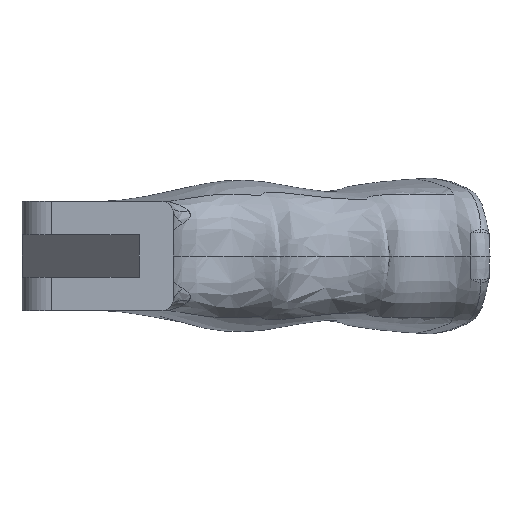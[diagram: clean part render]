
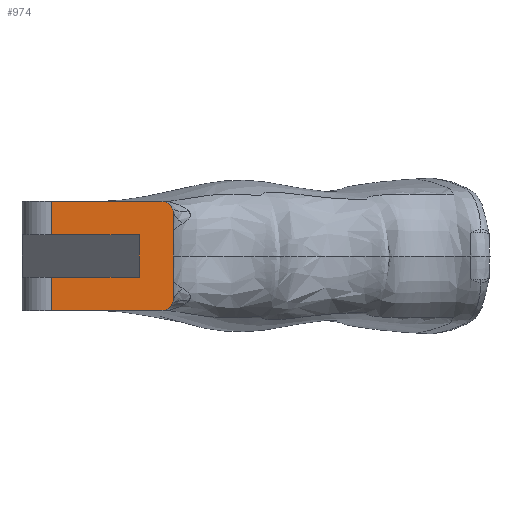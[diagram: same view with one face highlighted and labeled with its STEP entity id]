
A CAD part, left-side view. The second image highlights one B-rep face of the part: STEP entity #974.
In plain terms, the highlighted planar face has unit normal (-1, 0, 0).
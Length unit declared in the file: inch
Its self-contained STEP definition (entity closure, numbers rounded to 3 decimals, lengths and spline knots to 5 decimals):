
#39=LINE('',#9793,#75);
#41=LINE('',#13457,#77);
#43=LINE('',#16982,#79);
#47=LINE('',#17642,#83);
#54=LINE('',#17656,#90);
#55=LINE('',#17664,#91);
#56=LINE('',#17666,#92);
#57=LINE('',#17668,#93);
#58=LINE('',#17670,#94);
#59=LINE('',#17671,#95);
#60=LINE('',#17679,#96);
#75=VECTOR('',#1129,0.94);
#77=VECTOR('',#1133,0.3937);
#79=VECTOR('',#1143,0.3937);
#83=VECTOR('',#1159,0.94);
#90=VECTOR('',#1170,0.15);
#91=VECTOR('',#1171,0.2825);
#92=VECTOR('',#1172,0.75);
#93=VECTOR('',#1173,0.365);
#94=VECTOR('',#1174,0.75);
#95=VECTOR('',#1175,0.2825);
#96=VECTOR('',#1176,0.15);
#105=PLANE('',#1055);
#125=CIRCLE('',#1041,0.1);
#127=CIRCLE('',#1046,0.1);
#185=FACE_OUTER_BOUND('',#242,.T.);
#242=EDGE_LOOP('',(#774,#775,#776,#777,#778,#779,#780,#781,#782,#783,#784,
#785,#786,#787,#788));
#342=B_SPLINE_CURVE_WITH_KNOTS('',3,(#17657,#17658,#17659,#17660,#17661,
#17662),.UNSPECIFIED.,.F.,.F.,(4,2,4),(-0.13217,-0.06603,
0.),.UNSPECIFIED.);
#343=B_SPLINE_CURVE_WITH_KNOTS('',3,(#17673,#17674,#17675,#17676,#17677,
#17678),.UNSPECIFIED.,.F.,.F.,(4,2,4),(0.,0.06581,0.13152),
 .UNSPECIFIED.);
#412=VERTEX_POINT('',#9741);
#413=VERTEX_POINT('',#9787);
#414=VERTEX_POINT('',#9792);
#423=VERTEX_POINT('',#13420);
#424=VERTEX_POINT('',#13456);
#427=VERTEX_POINT('',#13562);
#428=VERTEX_POINT('',#13607);
#433=VERTEX_POINT('',#16956);
#444=VERTEX_POINT('',#17640);
#449=VERTEX_POINT('',#17655);
#450=VERTEX_POINT('',#17663);
#451=VERTEX_POINT('',#17665);
#452=VERTEX_POINT('',#17667);
#453=VERTEX_POINT('',#17669);
#454=VERTEX_POINT('',#17672);
#526=EDGE_CURVE('',#413,#412,#125,.F.);
#527=EDGE_CURVE('',#414,#413,#39,.T.);
#538=EDGE_CURVE('',#423,#424,#41,.T.);
#544=EDGE_CURVE('',#428,#427,#127,.F.);
#552=EDGE_CURVE('',#423,#433,#43,.T.);
#569=EDGE_CURVE('',#444,#428,#47,.T.);
#576=EDGE_CURVE('',#433,#449,#54,.T.);
#577=EDGE_CURVE('',#427,#449,#342,.F.);
#578=EDGE_CURVE('',#450,#444,#55,.T.);
#579=EDGE_CURVE('',#450,#451,#56,.T.);
#580=EDGE_CURVE('',#452,#451,#57,.T.);
#581=EDGE_CURVE('',#453,#452,#58,.T.);
#582=EDGE_CURVE('',#453,#414,#59,.T.);
#583=EDGE_CURVE('',#412,#454,#343,.F.);
#584=EDGE_CURVE('',#424,#454,#60,.T.);
#774=ORIENTED_EDGE('',*,*,#538,.F.);
#775=ORIENTED_EDGE('',*,*,#552,.T.);
#776=ORIENTED_EDGE('',*,*,#576,.T.);
#777=ORIENTED_EDGE('',*,*,#577,.F.);
#778=ORIENTED_EDGE('',*,*,#544,.F.);
#779=ORIENTED_EDGE('',*,*,#569,.F.);
#780=ORIENTED_EDGE('',*,*,#578,.F.);
#781=ORIENTED_EDGE('',*,*,#579,.T.);
#782=ORIENTED_EDGE('',*,*,#580,.F.);
#783=ORIENTED_EDGE('',*,*,#581,.F.);
#784=ORIENTED_EDGE('',*,*,#582,.T.);
#785=ORIENTED_EDGE('',*,*,#527,.T.);
#786=ORIENTED_EDGE('',*,*,#526,.T.);
#787=ORIENTED_EDGE('',*,*,#583,.T.);
#788=ORIENTED_EDGE('',*,*,#584,.F.);
#974=ADVANCED_FACE('',(#185),#105,.F.);
#1041=AXIS2_PLACEMENT_3D('',#9790,#1125,#1126);
#1046=AXIS2_PLACEMENT_3D('',#13609,#1139,#1140);
#1055=AXIS2_PLACEMENT_3D('',#17654,#1168,#1169);
#1125=DIRECTION('center_axis',(1.,0.,0.));
#1126=DIRECTION('ref_axis',(0.,0.,-1.));
#1129=DIRECTION('',(0.,-1.,0.));
#1133=DIRECTION('',(0.,0.,-1.));
#1139=DIRECTION('center_axis',(-1.,0.,0.));
#1140=DIRECTION('ref_axis',(0.,0.,1.));
#1143=DIRECTION('',(0.,0.,1.));
#1159=DIRECTION('',(0.,-1.,0.));
#1168=DIRECTION('center_axis',(1.,0.,0.));
#1169=DIRECTION('ref_axis',(0.,0.,-1.));
#1170=DIRECTION('',(0.,0.,1.));
#1171=DIRECTION('',(0.,0.,1.));
#1172=DIRECTION('',(0.,-1.,0.));
#1173=DIRECTION('',(0.,0.,1.));
#1174=DIRECTION('',(0.,-1.,0.));
#1175=DIRECTION('',(0.,0.,-1.));
#1176=DIRECTION('',(0.,0.,-1.));
#9741=CARTESIAN_POINT('',(-1.5,2.71318,-0.41462));
#9787=CARTESIAN_POINT('',(-1.5,2.8,-0.465));
#9790=CARTESIAN_POINT('Origin',(-1.5,2.8,-0.365));
#9792=CARTESIAN_POINT('',(-1.5,3.74,-0.465));
#9793=CARTESIAN_POINT('',(-1.5,3.74,-0.465));
#13420=CARTESIAN_POINT('',(-1.5,2.7,0.));
#13456=CARTESIAN_POINT('',(-1.5,2.7,-0.215));
#13457=CARTESIAN_POINT('',(-1.5,2.7,0.));
#13562=CARTESIAN_POINT('',(-1.5,2.71318,0.41462));
#13607=CARTESIAN_POINT('',(-1.5,2.8,0.465));
#13609=CARTESIAN_POINT('Origin',(-1.5,2.8,0.365));
#16956=CARTESIAN_POINT('',(-1.5,2.7,0.215));
#16982=CARTESIAN_POINT('',(-1.5,2.7,0.));
#17640=CARTESIAN_POINT('',(-1.5,3.74,0.465));
#17642=CARTESIAN_POINT('',(-1.5,3.74,0.465));
#17654=CARTESIAN_POINT('Origin',(-1.5,3.99,0.465));
#17655=CARTESIAN_POINT('',(-1.5,2.7,0.365));
#17656=CARTESIAN_POINT('',(-1.5,2.7,0.215));
#17657=CARTESIAN_POINT('Ctrl Pts',(-1.5,2.7,0.365));
#17658=CARTESIAN_POINT('Ctrl Pts',(-1.5,2.7,0.37364));
#17659=CARTESIAN_POINT('Ctrl Pts',(-1.5,2.70111,0.38225));
#17660=CARTESIAN_POINT('Ctrl Pts',(-1.5,2.70558,0.39908));
#17661=CARTESIAN_POINT('Ctrl Pts',(-1.5,2.70888,0.40709));
#17662=CARTESIAN_POINT('Ctrl Pts',(-1.5,2.71318,0.41462));
#17663=CARTESIAN_POINT('',(-1.5,3.74,0.1825));
#17664=CARTESIAN_POINT('',(-1.5,3.74,0.1825));
#17665=CARTESIAN_POINT('',(-1.5,2.99,0.1825));
#17666=CARTESIAN_POINT('',(-1.5,3.74,0.1825));
#17667=CARTESIAN_POINT('',(-1.5,2.99,-0.1825));
#17668=CARTESIAN_POINT('',(-1.5,2.99,-0.1825));
#17669=CARTESIAN_POINT('',(-1.5,3.74,-0.1825));
#17670=CARTESIAN_POINT('',(-1.5,3.74,-0.1825));
#17671=CARTESIAN_POINT('',(-1.5,3.74,-0.1825));
#17672=CARTESIAN_POINT('',(-1.5,2.7,-0.365));
#17673=CARTESIAN_POINT('Ctrl Pts',(-1.5,2.7,-0.365));
#17674=CARTESIAN_POINT('Ctrl Pts',(-1.5,2.7,-0.37364));
#17675=CARTESIAN_POINT('Ctrl Pts',(-1.5,2.70111,-0.38225));
#17676=CARTESIAN_POINT('Ctrl Pts',(-1.5,2.70558,-0.39908));
#17677=CARTESIAN_POINT('Ctrl Pts',(-1.5,2.70888,-0.40709));
#17678=CARTESIAN_POINT('Ctrl Pts',(-1.5,2.71318,-0.41462));
#17679=CARTESIAN_POINT('',(-1.5,2.7,-0.215));
